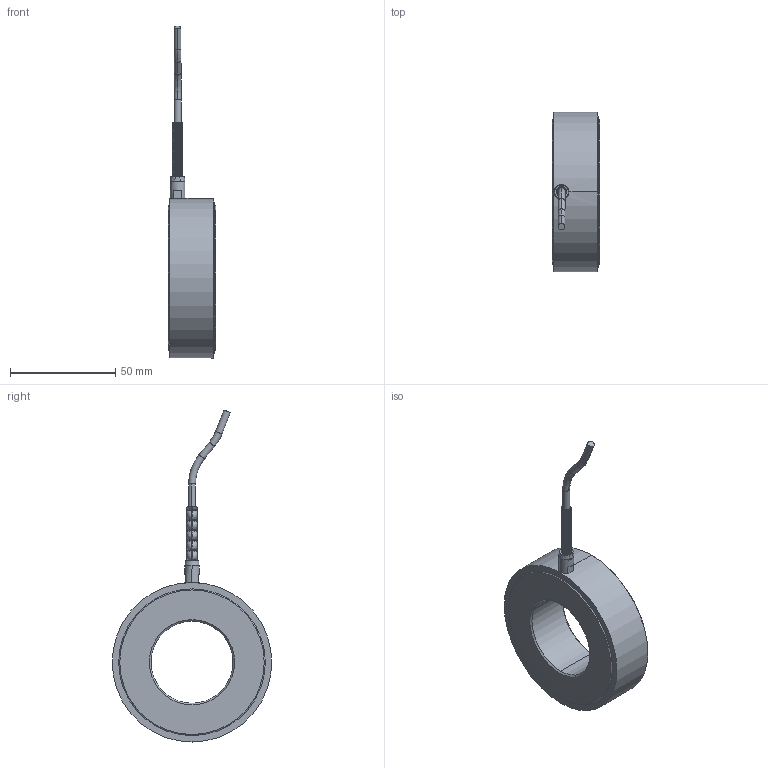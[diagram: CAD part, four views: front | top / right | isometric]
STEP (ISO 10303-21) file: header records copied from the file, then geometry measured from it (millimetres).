
FILE_DESCRIPTION((''),'2;1');
FILE_NAME('LLW490.stp','2010-11-16T15:45:39',(''),(''),'Mechanical Desktop 2008','Mechanical Desktop 2008',', , ');
FILE_SCHEMA(('CONFIG_CONTROL_DESIGN'));
Length unit declared in the file: inch
Products named in the file (4): FI1091-A2; ~WIRE; 26; NEWDWG
Assembly tree (322 placements, depth 3):
  FI1091-A2
    ~WIRE
    26  x286
    NEWDWG  x13
      26
Bounding box: 22.35 x 75.69 x 157.53 mm (x, y, z)
Volume: 72403.5 mm3; surface area: 22683.5 mm2
Topology: 1 solids, 2 shells, 266 faces, 747 edges, 470 vertices
Faces by surface type: bspline 124, plane 56, cylinder 52, cone 24, torus 10
Entity records: 21106 total; most frequent: CARTESIAN_POINT 12081, DIRECTION 2073, ORIENTED_EDGE 1494, AXIS2_PLACEMENT_3D 946, EDGE_CURVE 747, CIRCLE 481, VERTEX_POINT 470, PRODUCT_DEFINITION_SHAPE 326
